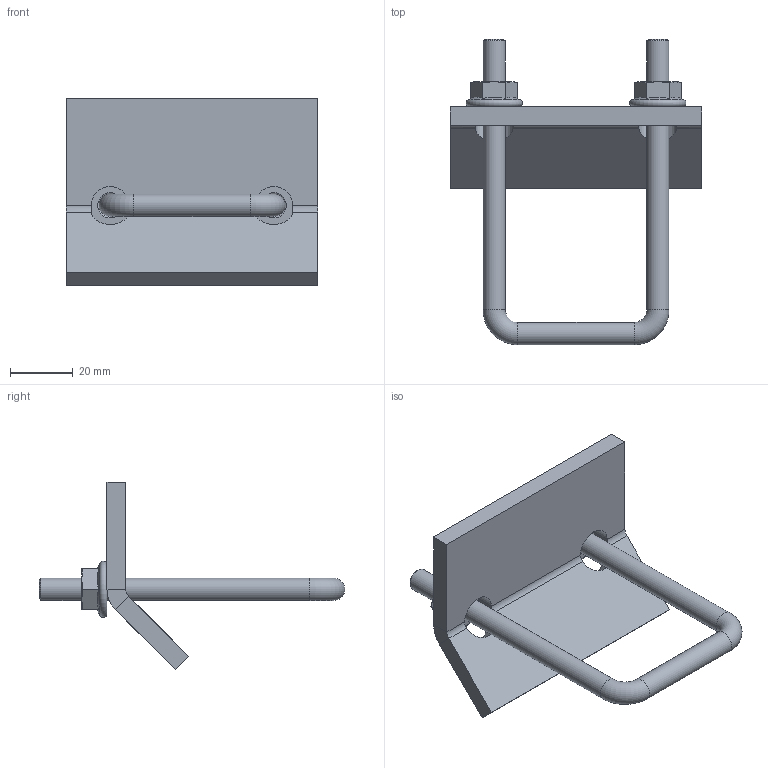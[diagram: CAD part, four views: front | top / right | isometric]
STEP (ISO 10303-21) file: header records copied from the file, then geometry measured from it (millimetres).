
FILE_DESCRIPTION((''),'2;1');
FILE_NAME('151992.stp','2013-04-04T08:52:33',('DMK009'),(''),'Autodesk Inventor 2012','Autodesk Inventor 2012','');
FILE_SCHEMA(('AUTOMOTIVE_DESIGN { 1 0 10303 214 1 1 1 1 }'));
Length unit declared in the file: millimetre
Products named in the file (1): 151992
Bounding box: 80 x 97.1 x 59.51 mm (x, y, z)
Volume: 40975.2 mm3; surface area: 18421.6 mm2
Topology: 1 solids, 1 shells, 77 faces, 195 edges, 118 vertices
Faces by surface type: plane 34, cone 20, cylinder 15, torus 4, bspline 4
Full cylindrical faces by diameter (mm): 7.1 x5
Entity records: 2243 total; most frequent: CARTESIAN_POINT 546, ORIENTED_EDGE 348, DIRECTION 320, EDGE_CURVE 174, AXIS2_PLACEMENT_3D 128, VERTEX_POINT 114, EDGE_LOOP 98, FACE_OUTER_BOUND 77
